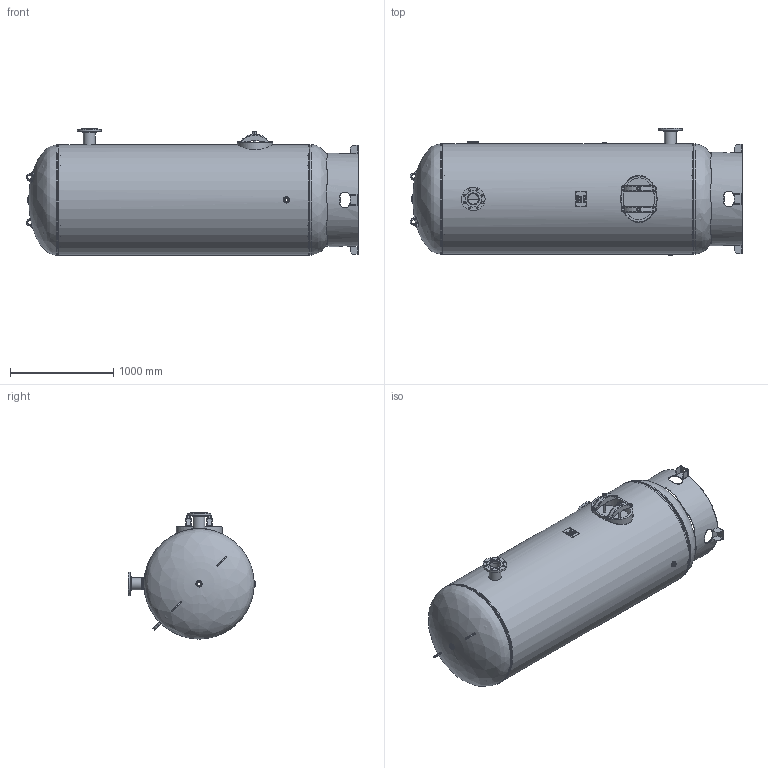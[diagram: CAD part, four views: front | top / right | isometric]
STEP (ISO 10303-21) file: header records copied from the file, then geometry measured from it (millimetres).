
FILE_DESCRIPTION(/* description */ ('42 X 120 150# VERT ASME STOCK 660 GAL W/4" IN/OUT'),/* implementation_level */ '2;1');
FILE_NAME(/* name */ 'SPVG_A10131.stp',/* time_stamp */ '2021-05-13T07:31:07-05:00',/* author */ ('kim.thoune'),/* organization */ (''),/* preprocessor_version */ 'ST-DEVELOPER v17.2',/* originating_system */ 'Autodesk Inventor 2019',/* authorisation */ '');
FILE_SCHEMA (('CONFIG_CONTROL_DESIGN'));
Length unit declared in the file: inch
Products named in the file (20): A10131; 37-2564; A10131-3HD; 910-627MH; A10131-4HD; 910-627MH_1; S102114; S102114-1MAR; S102021; 46-9163; S102115; 45-511; S102115-2; F103001; F100250; F101000; 67-8548; 64-784; 60-140; 64-053
Assembly tree (28 placements, depth 3):
  A10131
    37-2564
    A10131-3HD
      910-627MH
    A10131-4HD
      910-627MH_1
    S102114
      S102114-1MAR
      S102021  x4
    46-9163
    S102115  x2
      45-511
      S102115-2
    F103001
    F101000  x4
    F100250
    67-8548  x2
    64-784  x2
    60-140
      64-053
Bounding box: 3208.34 x 1236.52 x 1219.58 mm (x, y, z)
Volume: 75149188.3 mm3; surface area: 24377442.5 mm2
Topology: 27 solids, 27 shells, 732 faces, 1932 edges, 1286 vertices
Faces by surface type: plane 367, cylinder 213, bspline 77, torus 66, cone 9
Full cylindrical faces by diameter (mm): 6.35 x4, 11.455 x1, 12.7 x2, 19.05 x16, 22.225 x4, 23.019 x2, 26.987 x1, 30.302 x4, 43.256 x4, 44.45 x4, 46.037 x4, 60.325 x4, 82.55 x1, 96.837 x1, 98.425 x1, 102.26 x2, 107.95 x1, 114.3 x2, 116.078 x2, 117.475 x2, 134.95 x2, 157.175 x2, 228.6 x2, 892.2 x1, 901.7 x1, 1042.721 x2, 1054.1 x3, 1055.421 x2, 1066.8 x3
Entity records: 23402 total; most frequent: CARTESIAN_POINT 8784, ORIENTED_EDGE 2942, DIRECTION 2745, EDGE_CURVE 1471, AXIS2_PLACEMENT_3D 1008, VERTEX_POINT 980, LINE 729, VECTOR 729
